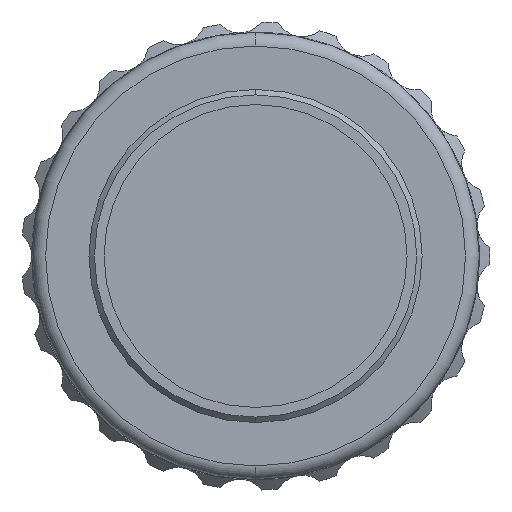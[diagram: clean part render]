
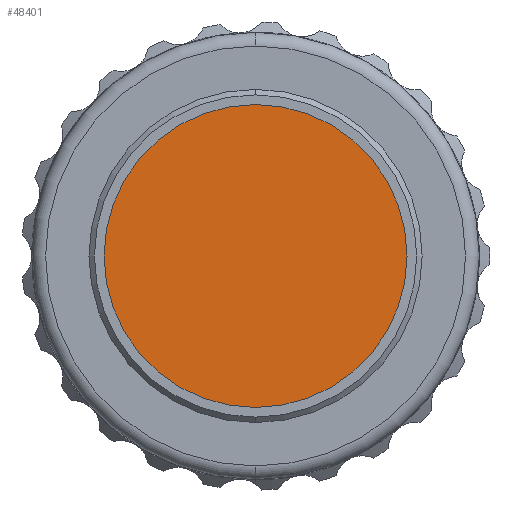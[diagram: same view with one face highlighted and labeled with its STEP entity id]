
A CAD part, left-side view. The second image highlights one B-rep face of the part: STEP entity #48401.
In plain terms, the highlighted planar face has unit normal (-1, 0, 0).
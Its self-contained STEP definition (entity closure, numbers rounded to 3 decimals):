
#439 = PLANE ( 'NONE',  #27345 ) ;
#977 = FACE_OUTER_BOUND ( 'NONE', #18493, .T. ) ;
#1074 = DIRECTION ( 'NONE',  ( -1., 0., 0. ) ) ;
#3433 = ORIENTED_EDGE ( 'NONE', *, *, #41977, .T. ) ;
#3537 = CIRCLE ( 'NONE', #26365, 11. ) ;
#5008 = ORIENTED_EDGE ( 'NONE', *, *, #6250, .T. ) ;
#6250 = EDGE_CURVE ( 'NONE', #12317, #36190, #53911, .T. ) ;
#8976 = DIRECTION ( 'NONE',  ( -1., 0., 0. ) ) ;
#12317 = VERTEX_POINT ( 'NONE', #17924 ) ;
#13118 = CARTESIAN_POINT ( 'NONE',  ( 1., 0., 0. ) ) ;
#17924 = CARTESIAN_POINT ( 'NONE',  ( 1., 0., -11. ) ) ;
#18493 = EDGE_LOOP ( 'NONE', ( #3433, #5008 ) ) ;
#21736 = DIRECTION ( 'NONE',  ( 0., 0., 1. ) ) ;
#22547 = CARTESIAN_POINT ( 'NONE',  ( 1., 0., 0. ) ) ;
#23951 = CARTESIAN_POINT ( 'NONE',  ( 1., 0., 0. ) ) ;
#26365 = AXIS2_PLACEMENT_3D ( 'NONE', #22547, #1074, #21736 ) ;
#26723 = AXIS2_PLACEMENT_3D ( 'NONE', #23951, #28077, #49491 ) ;
#27345 = AXIS2_PLACEMENT_3D ( 'NONE', #13118, #8976, #36461 ) ;
#28077 = DIRECTION ( 'NONE',  ( -1., 0., 0. ) ) ;
#36190 = VERTEX_POINT ( 'NONE', #44661 ) ;
#36461 = DIRECTION ( 'NONE',  ( 0., 0., 1. ) ) ;
#41977 = EDGE_CURVE ( 'NONE', #36190, #12317, #3537, .T. ) ;
#44661 = CARTESIAN_POINT ( 'NONE',  ( 1., 0., 11. ) ) ;
#48401 = ADVANCED_FACE ( 'NONE', ( #977 ), #439, .T. ) ;
#49491 = DIRECTION ( 'NONE',  ( 0., 0., 1. ) ) ;
#53911 = CIRCLE ( 'NONE', #26723, 11. ) ;
